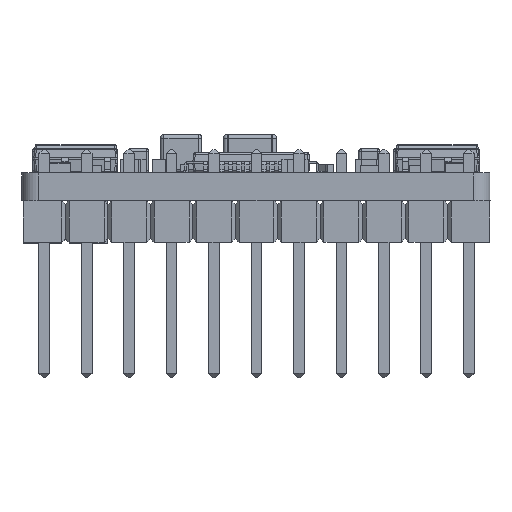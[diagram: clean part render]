
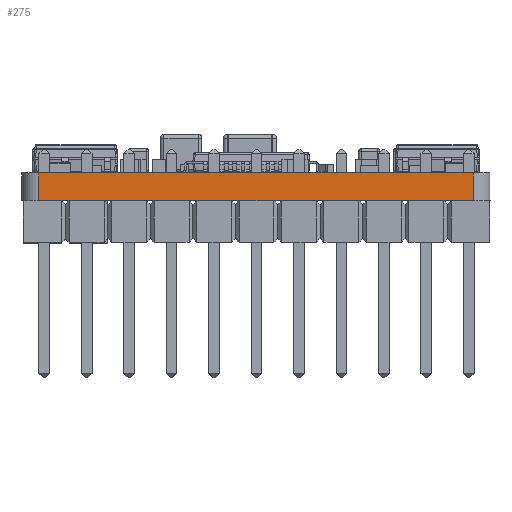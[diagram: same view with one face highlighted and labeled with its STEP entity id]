
A CAD part, left-side view. The second image highlights one B-rep face of the part: STEP entity #275.
In plain terms, the highlighted planar face has unit normal (-1, 0, 0).
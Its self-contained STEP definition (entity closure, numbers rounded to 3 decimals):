
#248 = VERTEX_POINT('',#249);
#249 = CARTESIAN_POINT('',(2.,1.,1.66));
#256 = EDGE_CURVE('',#257,#248,#259,.T.);
#257 = VERTEX_POINT('',#258);
#258 = CARTESIAN_POINT('',(2.,1.,0.));
#259 = LINE('',#260,#261);
#260 = CARTESIAN_POINT('',(2.,1.,0.));
#261 = VECTOR('',#262,1.);
#262 = DIRECTION('',(0.,0.,1.));
#275 = ADVANCED_FACE('',(#276),#301,.T.);
#276 = FACE_BOUND('',#277,.T.);
#277 = EDGE_LOOP('',(#278,#279,#287,#295));
#278 = ORIENTED_EDGE('',*,*,#256,.T.);
#279 = ORIENTED_EDGE('',*,*,#280,.T.);
#280 = EDGE_CURVE('',#248,#281,#283,.T.);
#281 = VERTEX_POINT('',#282);
#282 = CARTESIAN_POINT('',(2.,27.,1.66));
#283 = LINE('',#284,#285);
#284 = CARTESIAN_POINT('',(2.,1.,1.66));
#285 = VECTOR('',#286,1.);
#286 = DIRECTION('',(0.,1.,0.));
#287 = ORIENTED_EDGE('',*,*,#288,.F.);
#288 = EDGE_CURVE('',#289,#281,#291,.T.);
#289 = VERTEX_POINT('',#290);
#290 = CARTESIAN_POINT('',(2.,27.,0.));
#291 = LINE('',#292,#293);
#292 = CARTESIAN_POINT('',(2.,27.,0.));
#293 = VECTOR('',#294,1.);
#294 = DIRECTION('',(0.,0.,1.));
#295 = ORIENTED_EDGE('',*,*,#296,.F.);
#296 = EDGE_CURVE('',#257,#289,#297,.T.);
#297 = LINE('',#298,#299);
#298 = CARTESIAN_POINT('',(2.,1.,0.));
#299 = VECTOR('',#300,1.);
#300 = DIRECTION('',(0.,1.,0.));
#301 = PLANE('',#302);
#302 = AXIS2_PLACEMENT_3D('',#303,#304,#305);
#303 = CARTESIAN_POINT('',(2.,1.,0.));
#304 = DIRECTION('',(-1.,0.,0.));
#305 = DIRECTION('',(0.,1.,0.));
